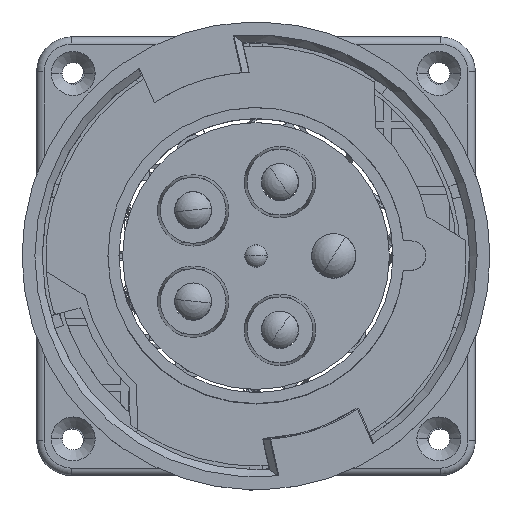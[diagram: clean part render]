
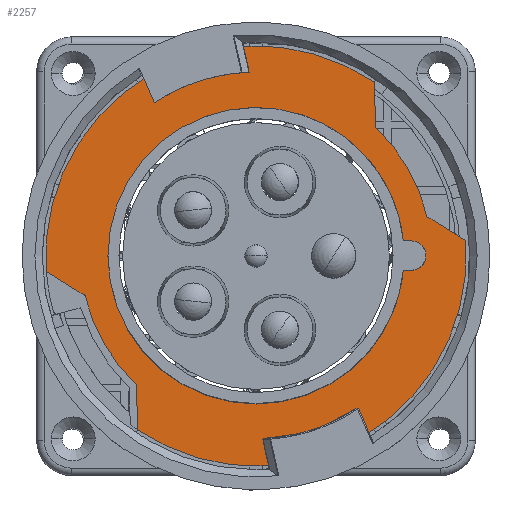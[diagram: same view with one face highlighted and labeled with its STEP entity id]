
A CAD part, top view. The second image highlights one B-rep face of the part: STEP entity #2257.
In plain terms, the highlighted planar face has unit normal (0, 0, 1).
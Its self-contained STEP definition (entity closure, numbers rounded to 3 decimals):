
#1402=DIRECTION('',(-0.848,0.529,0.));
#1403=VECTOR('',#1402,12.473);
#1404=CARTESIAN_POINT('',(-46.762,-10.832,0.));
#1405=LINE('',#1404,#1403);
#1406=CARTESIAN_POINT('',(0.,0.,0.));
#1407=DIRECTION('',(0.,0.,-1.));
#1408=DIRECTION('',(-0.997,-0.074,0.));
#1409=AXIS2_PLACEMENT_3D('',#1406,#1407,#1408);
#1411=CARTESIAN_POINT('',(0.,0.,0.));
#1412=DIRECTION('',(0.,0.,-1.));
#1413=DIRECTION('',(-0.5,0.866,0.));
#1414=AXIS2_PLACEMENT_3D('',#1411,#1412,#1413);
#1416=DIRECTION('',(0.034,-0.999,0.));
#1417=VECTOR('',#1416,12.473);
#1418=CARTESIAN_POINT('',(32.336,47.546,0.));
#1419=LINE('',#1418,#1417);
#1420=CARTESIAN_POINT('',(0.,0.,0.));
#1421=DIRECTION('',(0.,0.,-1.));
#1422=DIRECTION('',(0.683,0.731,0.));
#1423=AXIS2_PLACEMENT_3D('',#1420,#1421,#1422);
#1425=DIRECTION('',(0.848,-0.529,0.));
#1426=VECTOR('',#1425,12.473);
#1427=CARTESIAN_POINT('',(46.762,10.832,0.));
#1428=LINE('',#1427,#1426);
#1429=CARTESIAN_POINT('',(0.,0.,0.));
#1430=DIRECTION('',(0.,0.,-1.));
#1431=DIRECTION('',(0.997,0.074,0.));
#1432=AXIS2_PLACEMENT_3D('',#1429,#1430,#1431);
#1434=CARTESIAN_POINT('',(0.,0.,0.));
#1435=DIRECTION('',(0.,0.,-1.));
#1436=DIRECTION('',(0.5,-0.866,0.));
#1437=AXIS2_PLACEMENT_3D('',#1434,#1435,#1436);
#1439=DIRECTION('',(-0.034,0.999,0.));
#1440=VECTOR('',#1439,12.473);
#1441=CARTESIAN_POINT('',(-32.336,-47.546,0.));
#1442=LINE('',#1441,#1440);
#1443=CARTESIAN_POINT('',(0.,0.,0.));
#1444=DIRECTION('',(0.,0.,-1.));
#1445=DIRECTION('',(-0.683,-0.731,0.));
#1446=AXIS2_PLACEMENT_3D('',#1443,#1444,#1445);
#1448=DIRECTION('',(1.,0.,0.));
#1449=VECTOR('',#1448,2.05);
#1450=CARTESIAN_POINT('',(39.95,-2.,0.));
#1451=LINE('',#1450,#1449);
#1452=CARTESIAN_POINT('',(42.,0.,0.));
#1453=DIRECTION('',(0.,0.,1.));
#1454=DIRECTION('',(0.,-1.,0.));
#1455=AXIS2_PLACEMENT_3D('',#1452,#1453,#1454);
#1457=CARTESIAN_POINT('',(42.,0.,0.));
#1458=DIRECTION('',(0.,0.,1.));
#1459=DIRECTION('',(1.,0.,0.));
#1460=AXIS2_PLACEMENT_3D('',#1457,#1458,#1459);
#1462=DIRECTION('',(-1.,0.,0.));
#1463=VECTOR('',#1462,2.05);
#1464=CARTESIAN_POINT('',(42.,2.,0.));
#1465=LINE('',#1464,#1463);
#1466=CARTESIAN_POINT('',(0.,0.,0.));
#1467=DIRECTION('',(0.,0.,1.));
#1468=DIRECTION('',(0.999,0.05,0.));
#1469=AXIS2_PLACEMENT_3D('',#1466,#1467,#1468);
#1471=CARTESIAN_POINT('',(0.,0.,0.));
#1472=DIRECTION('',(0.,0.,1.));
#1473=DIRECTION('',(-0.5,0.866,0.));
#1474=AXIS2_PLACEMENT_3D('',#1471,#1472,#1473);
#1476=CARTESIAN_POINT('',(0.,0.,0.));
#1477=DIRECTION('',(0.,0.,1.));
#1478=DIRECTION('',(0.5,-0.866,0.));
#1479=AXIS2_PLACEMENT_3D('',#1476,#1477,#1478);
#1890=CARTESIAN_POINT('',(44.,0.,0.));
#1891=CARTESIAN_POINT('',(42.,2.,
0.));
#1892=VERTEX_POINT('',#1890);
#1893=VERTEX_POINT('',#1891);
#1894=CARTESIAN_POINT('',(42.,-2.,
0.));
#1895=VERTEX_POINT('',#1894);
#1896=CARTESIAN_POINT('',(39.95,2.,0.));
#1897=VERTEX_POINT('',#1896);
#1898=CARTESIAN_POINT('',(39.95,-2.,0.));
#1899=VERTEX_POINT('',#1898);
#1900=CARTESIAN_POINT('',(-46.762,-10.832,0.));
#1901=CARTESIAN_POINT('',(-57.344,-4.23,0.));
#1902=VERTEX_POINT('',#1900);
#1903=VERTEX_POINT('',#1901);
#1904=CARTESIAN_POINT('',(-28.75,49.796,0.));
#1905=VERTEX_POINT('',#1904);
#1906=CARTESIAN_POINT('',(32.336,47.546,0.));
#1907=VERTEX_POINT('',#1906);
#1908=CARTESIAN_POINT('',(32.762,35.081,0.));
#1909=VERTEX_POINT('',#1908);
#1910=CARTESIAN_POINT('',(46.762,10.832,0.));
#1911=VERTEX_POINT('',#1910);
#1912=CARTESIAN_POINT('',(57.344,4.23,0.));
#1913=VERTEX_POINT('',#1912);
#1914=CARTESIAN_POINT('',(28.75,-49.796,0.));
#1915=VERTEX_POINT('',#1914);
#1916=CARTESIAN_POINT('',(-32.336,-47.546,0.));
#1917=VERTEX_POINT('',#1916);
#1918=CARTESIAN_POINT('',(-32.762,-35.081,0.));
#1919=VERTEX_POINT('',#1918);
#1920=CARTESIAN_POINT('',(-20.,34.641,0.));
#1921=VERTEX_POINT('',#1920);
#1922=CARTESIAN_POINT('',(20.,-34.641,0.));
#1923=VERTEX_POINT('',#1922);
#2214=CARTESIAN_POINT('',(0.,0.,0.));
#2215=DIRECTION('',(0.,0.,1.));
#2216=DIRECTION('',(-0.5,0.866,0.));
#2217=AXIS2_PLACEMENT_3D('',#2214,#2215,#2216);
#2218=PLANE('',#2217);
#2220=ORIENTED_EDGE('',*,*,#2219,.T.);
#2222=ORIENTED_EDGE('',*,*,#2221,.T.);
#2224=ORIENTED_EDGE('',*,*,#2223,.T.);
#2226=ORIENTED_EDGE('',*,*,#2225,.T.);
#2228=ORIENTED_EDGE('',*,*,#2227,.T.);
#2230=ORIENTED_EDGE('',*,*,#2229,.T.);
#2232=ORIENTED_EDGE('',*,*,#2231,.T.);
#2234=ORIENTED_EDGE('',*,*,#2233,.T.);
#2236=ORIENTED_EDGE('',*,*,#2235,.T.);
#2238=ORIENTED_EDGE('',*,*,#2237,.T.);
#2239=EDGE_LOOP('',(#2220,#2222,#2224,#2226,#2228,#2230,#2232,#2234,#2236,
#2238));
#2240=FACE_OUTER_BOUND('',#2239,.F.);
#2242=ORIENTED_EDGE('',*,*,#2241,.T.);
#2244=ORIENTED_EDGE('',*,*,#2243,.T.);
#2246=ORIENTED_EDGE('',*,*,#2245,.T.);
#2248=ORIENTED_EDGE('',*,*,#2247,.T.);
#2250=ORIENTED_EDGE('',*,*,#2249,.T.);
#2252=ORIENTED_EDGE('',*,*,#2251,.T.);
#2254=ORIENTED_EDGE('',*,*,#2253,.T.);
#2255=EDGE_LOOP('',(#2242,#2244,#2246,#2248,#2250,#2252,#2254));
#2256=FACE_BOUND('',#2255,.F.);
#1410=CIRCLE('',#1409,57.5);
#1415=CIRCLE('',#1414,57.5);
#1424=CIRCLE('',#1423,48.);
#1433=CIRCLE('',#1432,57.5);
#1438=CIRCLE('',#1437,57.5);
#1447=CIRCLE('',#1446,48.);
#1456=CIRCLE('',#1455,2.);
#1461=CIRCLE('',#1460,2.);
#1470=CIRCLE('',#1469,40.);
#1475=CIRCLE('',#1474,40.);
#1480=CIRCLE('',#1479,40.);
#2219=EDGE_CURVE('',#1902,#1903,#1405,.T.);
#2221=EDGE_CURVE('',#1903,#1905,#1410,.T.);
#2223=EDGE_CURVE('',#1905,#1907,#1415,.T.);
#2225=EDGE_CURVE('',#1907,#1909,#1419,.T.);
#2227=EDGE_CURVE('',#1909,#1911,#1424,.T.);
#2229=EDGE_CURVE('',#1911,#1913,#1428,.T.);
#2231=EDGE_CURVE('',#1913,#1915,#1433,.T.);
#2233=EDGE_CURVE('',#1915,#1917,#1438,.T.);
#2235=EDGE_CURVE('',#1917,#1919,#1442,.T.);
#2237=EDGE_CURVE('',#1919,#1902,#1447,.T.);
#2241=EDGE_CURVE('',#1899,#1895,#1451,.T.);
#2243=EDGE_CURVE('',#1895,#1892,#1456,.T.);
#2245=EDGE_CURVE('',#1892,#1893,#1461,.T.);
#2247=EDGE_CURVE('',#1893,#1897,#1465,.T.);
#2249=EDGE_CURVE('',#1897,#1921,#1470,.T.);
#2251=EDGE_CURVE('',#1921,#1923,#1475,.T.);
#2253=EDGE_CURVE('',#1923,#1899,#1480,.T.);
#2257=ADVANCED_FACE('',(#2240,#2256),#2218,.T.);
